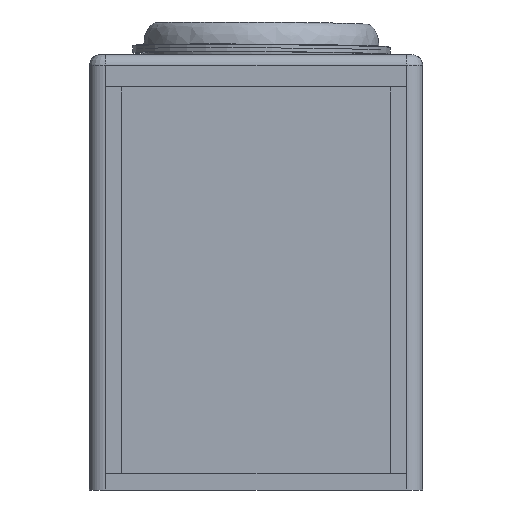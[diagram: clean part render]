
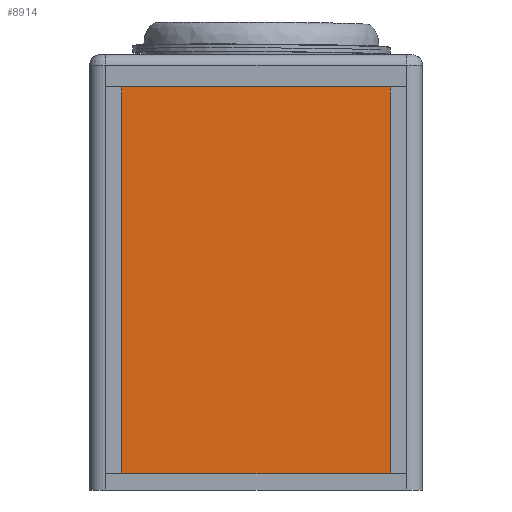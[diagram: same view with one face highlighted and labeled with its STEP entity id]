
A CAD part, left-side view. The second image highlights one B-rep face of the part: STEP entity #8914.
In plain terms, the highlighted planar face has unit normal (-1, 0, 0).
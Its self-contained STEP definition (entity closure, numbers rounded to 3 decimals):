
#8782 = EDGE_CURVE('',#8783,#8785,#8787,.T.);
#8783 = VERTEX_POINT('',#8784);
#8784 = CARTESIAN_POINT('',(0.,19.05,0.));
#8785 = VERTEX_POINT('',#8786);
#8786 = CARTESIAN_POINT('',(0.,19.05,457.2));
#8787 = LINE('',#8788,#8789);
#8788 = CARTESIAN_POINT('',(0.,19.05,0.));
#8789 = VECTOR('',#8790,1.);
#8790 = DIRECTION('',(0.,0.,1.));
#8822 = EDGE_CURVE('',#8783,#8823,#8825,.T.);
#8823 = VERTEX_POINT('',#8824);
#8824 = CARTESIAN_POINT('',(0.,336.55,0.));
#8825 = LINE('',#8826,#8827);
#8826 = CARTESIAN_POINT('',(0.,19.05,0.));
#8827 = VECTOR('',#8828,1.);
#8828 = DIRECTION('',(0.,1.,0.));
#8853 = EDGE_CURVE('',#8854,#8823,#8856,.T.);
#8854 = VERTEX_POINT('',#8855);
#8855 = CARTESIAN_POINT('',(0.,336.55,457.2));
#8856 = LINE('',#8857,#8858);
#8857 = CARTESIAN_POINT('',(0.,336.55,457.2));
#8858 = VECTOR('',#8859,1.);
#8859 = DIRECTION('',(0.,0.,-1.));
#8884 = EDGE_CURVE('',#8785,#8854,#8885,.T.);
#8885 = LINE('',#8886,#8887);
#8886 = CARTESIAN_POINT('',(0.,19.05,457.2));
#8887 = VECTOR('',#8888,1.);
#8888 = DIRECTION('',(0.,1.,0.));
#8914 = ADVANCED_FACE('',(#8915),#8921,.F.);
#8915 = FACE_BOUND('',#8916,.T.);
#8916 = EDGE_LOOP('',(#8917,#8918,#8919,#8920));
#8917 = ORIENTED_EDGE('',*,*,#8782,.T.);
#8918 = ORIENTED_EDGE('',*,*,#8884,.T.);
#8919 = ORIENTED_EDGE('',*,*,#8853,.T.);
#8920 = ORIENTED_EDGE('',*,*,#8822,.F.);
#8921 = PLANE('',#8922);
#8922 = AXIS2_PLACEMENT_3D('',#8923,#8924,#8925);
#8923 = CARTESIAN_POINT('',(0.,0.,0.));
#8924 = DIRECTION('',(1.,0.,0.));
#8925 = DIRECTION('',(0.,1.,0.));
